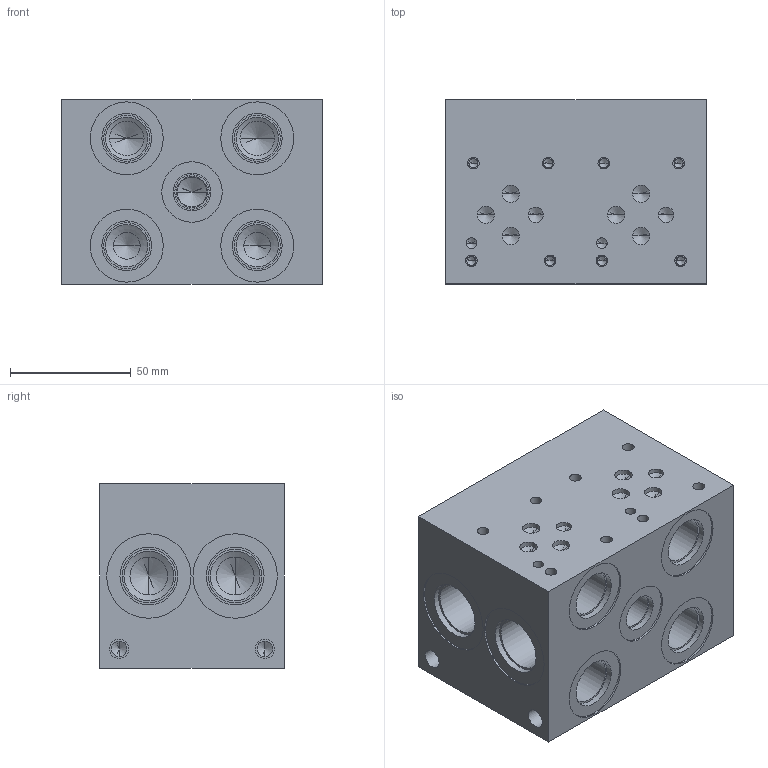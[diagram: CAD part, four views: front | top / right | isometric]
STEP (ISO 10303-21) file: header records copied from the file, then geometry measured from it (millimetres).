
FILE_DESCRIPTION((''),'2;1');
FILE_NAME('AD03P022S.stp','2008-08-27T13:58:26',('tomw'),(''),'Autodesk Inventor 2009','Autodesk Inventor 2009','');
FILE_SCHEMA(('AUTOMOTIVE_DESIGN { 1 0 10303 214 1 1 1 1 }'));
Length unit declared in the file: inch
Products named in the file (1): AD03P022S
Bounding box: 107.95 x 76.2 x 76.2 mm (x, y, z)
Volume: 529582.9 mm3; surface area: 68021.3 mm2
Topology: 1 solids, 1 shells, 195 faces, 413 edges, 228 vertices
Faces by surface type: cylinder 79, cone 71, plane 45
Full cylindrical faces by diameter (mm): 3.785 x8, 4.369 x2, 4.826 x8, 6.35 x2, 6.528 x4, 7.137 x6, 7.95 x4, 11.125 x2, 12.294 x1, 12.903 x1, 14.275 x2, 14.288 x1, 15.596 x1, 15.672 x4, 17.475 x4, 19.05 x4, 20.599 x4, 20.625 x4, 22.225 x4, 23.927 x4, 25.019 x1, 30.175 x4, 34.925 x4
Entity records: 4398 total; most frequent: DIRECTION 844, CARTESIAN_POINT 687, ORIENTED_EDGE 526, AXIS2_PLACEMENT_3D 385, EDGE_LOOP 353, EDGE_CURVE 263, VERTEX_POINT 228, FACE_OUTER_BOUND 195
